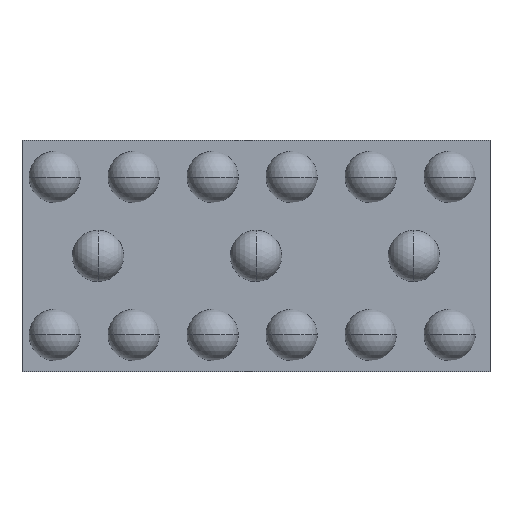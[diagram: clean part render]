
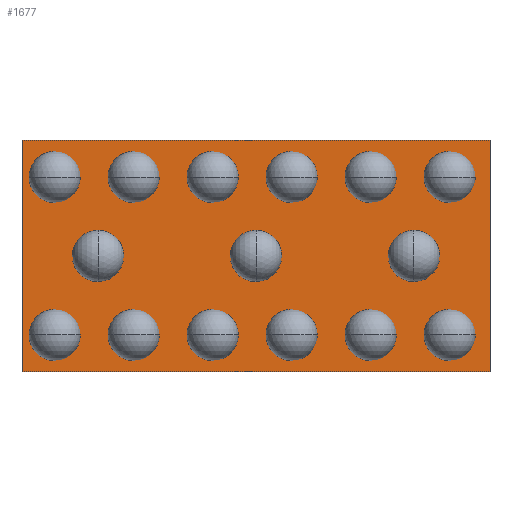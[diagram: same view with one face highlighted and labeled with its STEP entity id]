
A CAD part, front view. The second image highlights one B-rep face of the part: STEP entity #1677.
In plain terms, the highlighted planar face has unit normal (0, -1, 0).
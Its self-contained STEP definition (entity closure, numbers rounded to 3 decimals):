
#254 = LINE ( 'NONE', #1536, #2412 ) ;
#320 = CARTESIAN_POINT ( 'NONE',  ( -1.185, 0., -0.585 ) ) ;
#480 = AXIS2_PLACEMENT_3D ( 'NONE', #2308, #1912, #1010 ) ;
#686 = EDGE_LOOP ( 'NONE', ( #861, #1602, #2747, #1725 ) ) ;
#689 = LINE ( 'NONE', #320, #1816 ) ;
#861 = ORIENTED_EDGE ( 'NONE', *, *, #2083, .F. ) ;
#877 = LINE ( 'NONE', #1902, #2745 ) ;
#911 = LINE ( 'NONE', #2523, #1528 ) ;
#978 = VERTEX_POINT ( 'NONE', #1468 ) ;
#1010 = DIRECTION ( 'NONE',  ( 0., 0., 1. ) ) ;
#1096 = EDGE_CURVE ( 'NONE', #1521, #2007, #689, .T. ) ;
#1228 = CARTESIAN_POINT ( 'NONE',  ( -1.185, 0., -0.585 ) ) ;
#1242 = DIRECTION ( 'NONE',  ( 0., 0., 1. ) ) ;
#1436 = VERTEX_POINT ( 'NONE', #1997 ) ;
#1468 = CARTESIAN_POINT ( 'NONE',  ( 1.185, 0., 0.585 ) ) ;
#1521 = VERTEX_POINT ( 'NONE', #1548 ) ;
#1528 = VECTOR ( 'NONE', #2272, 1000. ) ;
#1536 = CARTESIAN_POINT ( 'NONE',  ( -1.185, 0., -0.585 ) ) ;
#1548 = CARTESIAN_POINT ( 'NONE',  ( 1.185, 0., -0.585 ) ) ;
#1602 = ORIENTED_EDGE ( 'NONE', *, *, #1720, .F. ) ;
#1677 = ADVANCED_FACE ( 'NONE', ( #2388 ), #1681, .F. ) ;
#1681 = PLANE ( 'NONE',  #480 ) ;
#1720 = EDGE_CURVE ( 'NONE', #1436, #978, #877, .T. ) ;
#1725 = ORIENTED_EDGE ( 'NONE', *, *, #1096, .F. ) ;
#1816 = VECTOR ( 'NONE', #1817, 1000. ) ;
#1817 = DIRECTION ( 'NONE',  ( -1., 0., 0. ) ) ;
#1902 = CARTESIAN_POINT ( 'NONE',  ( -1.185, 0., 0.585 ) ) ;
#1912 = DIRECTION ( 'NONE',  ( 0., 1., 0. ) ) ;
#1997 = CARTESIAN_POINT ( 'NONE',  ( -1.185, 0., 0.585 ) ) ;
#2007 = VERTEX_POINT ( 'NONE', #1228 ) ;
#2083 = EDGE_CURVE ( 'NONE', #978, #1521, #911, .T. ) ;
#2272 = DIRECTION ( 'NONE',  ( 0., 0., -1. ) ) ;
#2308 = CARTESIAN_POINT ( 'NONE',  ( 0., 0., 0. ) ) ;
#2388 = FACE_OUTER_BOUND ( 'NONE', #686, .T. ) ;
#2412 = VECTOR ( 'NONE', #1242, 1000. ) ;
#2523 = CARTESIAN_POINT ( 'NONE',  ( 1.185, 0., -0.585 ) ) ;
#2527 = DIRECTION ( 'NONE',  ( 1., 0., 0. ) ) ;
#2594 = EDGE_CURVE ( 'NONE', #2007, #1436, #254, .T. ) ;
#2745 = VECTOR ( 'NONE', #2527, 1000. ) ;
#2747 = ORIENTED_EDGE ( 'NONE', *, *, #2594, .F. ) ;
